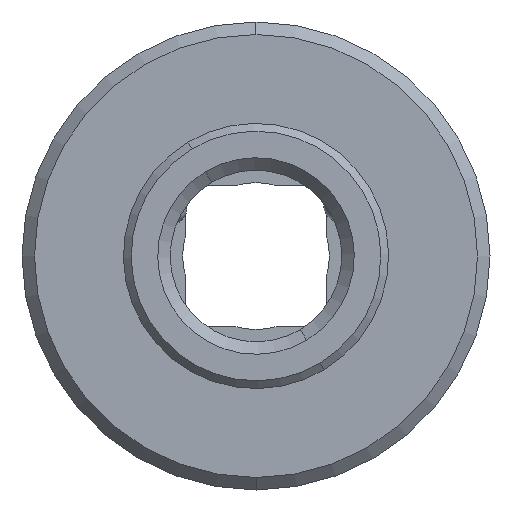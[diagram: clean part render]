
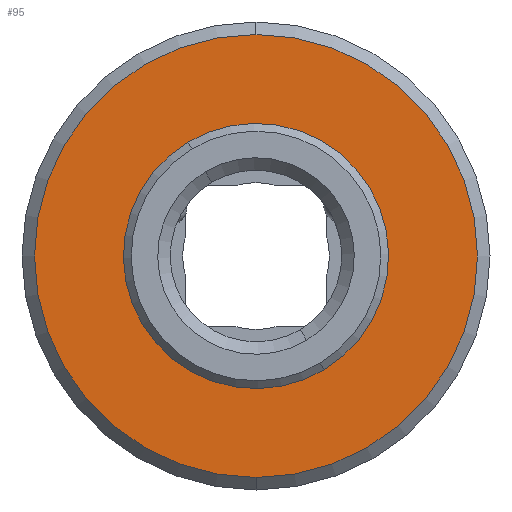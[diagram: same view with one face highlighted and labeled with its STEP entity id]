
A CAD part, left-side view. The second image highlights one B-rep face of the part: STEP entity #95.
In plain terms, the highlighted planar face has unit normal (-1, 0, 0).
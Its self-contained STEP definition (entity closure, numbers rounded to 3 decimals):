
#95 = ADVANCED_FACE ( 'NONE', ( #2099, #2053 ), #965, .T. ) ;
#570 = CARTESIAN_POINT ( 'NONE',  ( 0., 0., 7.5 ) ) ;
#934 = DIRECTION ( 'NONE',  ( 0., 0., 1. ) ) ;
#965 = PLANE ( 'NONE',  #1867 ) ;
#966 = CIRCLE ( 'NONE', #1540, 14.2 ) ;
#968 = CARTESIAN_POINT ( 'NONE',  ( 0., 14.2, 0. ) ) ;
#969 = CIRCLE ( 'NONE', #1542, 7.5 ) ;
#988 = CIRCLE ( 'NONE', #1571, 7.5 ) ;
#1017 = DIRECTION ( 'NONE',  ( -1., 0., 0. ) ) ;
#1021 = CIRCLE ( 'NONE', #1583, 14.2 ) ;
#1022 = CARTESIAN_POINT ( 'NONE',  ( 0., 0., 0. ) ) ;
#1025 = DIRECTION ( 'NONE',  ( 1., 0., 0. ) ) ;
#1029 = DIRECTION ( 'NONE',  ( 0., 0., -1. ) ) ;
#1074 = CARTESIAN_POINT ( 'NONE',  ( 0., 0., 0. ) ) ;
#1078 = DIRECTION ( 'NONE',  ( 1., 0., 0. ) ) ;
#1081 = DIRECTION ( 'NONE',  ( 0., 0., -1. ) ) ;
#1162 = DIRECTION ( 'NONE',  ( 1., 0., 0. ) ) ;
#1170 = DIRECTION ( 'NONE',  ( 1., 0., 0. ) ) ;
#1174 = CARTESIAN_POINT ( 'NONE',  ( 0., 0., 0. ) ) ;
#1176 = DIRECTION ( 'NONE',  ( 0., 0., -1. ) ) ;
#1185 = CARTESIAN_POINT ( 'NONE',  ( 0., 0., 0. ) ) ;
#1190 = DIRECTION ( 'NONE',  ( 0., 0., -1. ) ) ;
#1320 = ORIENTED_EDGE ( 'NONE', *, *, #2838, .F. ) ;
#1371 = ORIENTED_EDGE ( 'NONE', *, *, #2836, .T. ) ;
#1398 = ORIENTED_EDGE ( 'NONE', *, *, #2794, .F. ) ;
#1409 = ORIENTED_EDGE ( 'NONE', *, *, #2814, .T. ) ;
#1540 = AXIS2_PLACEMENT_3D ( 'NONE', #1185, #1162, #1190 ) ;
#1542 = AXIS2_PLACEMENT_3D ( 'NONE', #1174, #1170, #1176 ) ;
#1571 = AXIS2_PLACEMENT_3D ( 'NONE', #1074, #1078, #1081 ) ;
#1583 = AXIS2_PLACEMENT_3D ( 'NONE', #1022, #1025, #1029 ) ;
#1799 = VERTEX_POINT ( 'NONE', #2444 ) ;
#1806 = VERTEX_POINT ( 'NONE', #2425 ) ;
#1867 = AXIS2_PLACEMENT_3D ( 'NONE', #968, #1017, #934 ) ;
#2053 = FACE_OUTER_BOUND ( 'NONE', #2104, .T. ) ;
#2099 = FACE_BOUND ( 'NONE', #2301, .T. ) ;
#2104 = EDGE_LOOP ( 'NONE', ( #1398, #1320 ) ) ;
#2301 = EDGE_LOOP ( 'NONE', ( #1409, #1371 ) ) ;
#2336 = VERTEX_POINT ( 'NONE', #570 ) ;
#2425 = CARTESIAN_POINT ( 'NONE',  ( 0., 0., -7.5 ) ) ;
#2444 = CARTESIAN_POINT ( 'NONE',  ( 0., 0., -14.2 ) ) ;
#2532 = VERTEX_POINT ( 'NONE', #2790 ) ;
#2790 = CARTESIAN_POINT ( 'NONE',  ( 0., 0., 14.2 ) ) ;
#2794 = EDGE_CURVE ( 'NONE', #1799, #2532, #1021, .T. ) ;
#2814 = EDGE_CURVE ( 'NONE', #1806, #2336, #988, .T. ) ;
#2836 = EDGE_CURVE ( 'NONE', #2336, #1806, #969, .T. ) ;
#2838 = EDGE_CURVE ( 'NONE', #2532, #1799, #966, .T. ) ;
